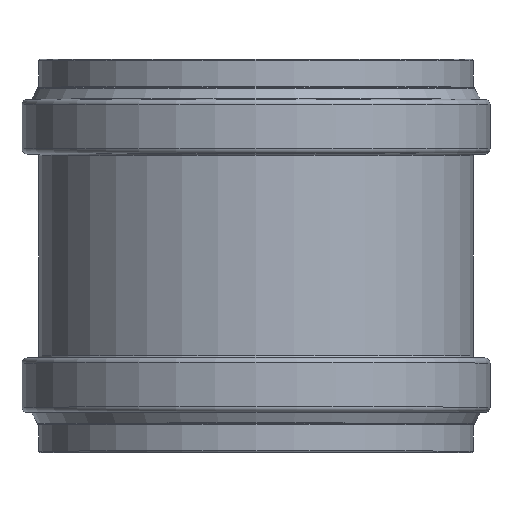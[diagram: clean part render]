
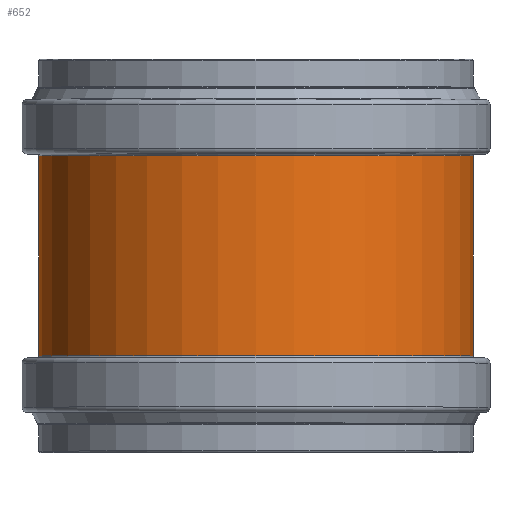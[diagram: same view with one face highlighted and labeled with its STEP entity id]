
A CAD part, top view. The second image highlights one B-rep face of the part: STEP entity #652.
In plain terms, the highlighted cylindrical face has radius 167.35 mm (diameter 334.7 mm), a full revolution.
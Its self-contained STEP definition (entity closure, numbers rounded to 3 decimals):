
#118=FACE_BOUND('',#292,.T.);
#176=FACE_OUTER_BOUND('',#291,.T.);
#291=EDGE_LOOP('',(#581));
#292=EDGE_LOOP('',(#582));
#308=CIRCLE('',#685,167.35);
#336=CIRCLE('',#740,167.35);
#366=VERTEX_POINT('',#1051);
#394=VERTEX_POINT('',#1134);
#424=EDGE_CURVE('',#366,#366,#308,.T.);
#452=EDGE_CURVE('',#394,#394,#336,.T.);
#581=ORIENTED_EDGE('',*,*,#424,.F.);
#582=ORIENTED_EDGE('',*,*,#452,.T.);
#594=CYLINDRICAL_SURFACE('',#770,167.35);
#652=ADVANCED_FACE('',(#176,#118),#594,.T.);
#685=AXIS2_PLACEMENT_3D('',#1052,#833,#834);
#740=AXIS2_PLACEMENT_3D('',#1135,#943,#944);
#770=AXIS2_PLACEMENT_3D('',#1179,#1003,#1004);
#833=DIRECTION('center_axis',(0.,-1.,0.));
#834=DIRECTION('ref_axis',(1.,0.,0.));
#943=DIRECTION('center_axis',(0.,-1.,0.));
#944=DIRECTION('ref_axis',(1.,0.,0.));
#1003=DIRECTION('center_axis',(0.,-1.,0.));
#1004=DIRECTION('ref_axis',(1.,0.,0.));
#1051=CARTESIAN_POINT('',(167.35,-77.1,0.));
#1052=CARTESIAN_POINT('Origin',(0.,-77.1,0.));
#1134=CARTESIAN_POINT('',(167.35,77.1,0.));
#1135=CARTESIAN_POINT('Origin',(0.,77.1,0.));
#1179=CARTESIAN_POINT('Origin',(0.,-2.275,
0.));
